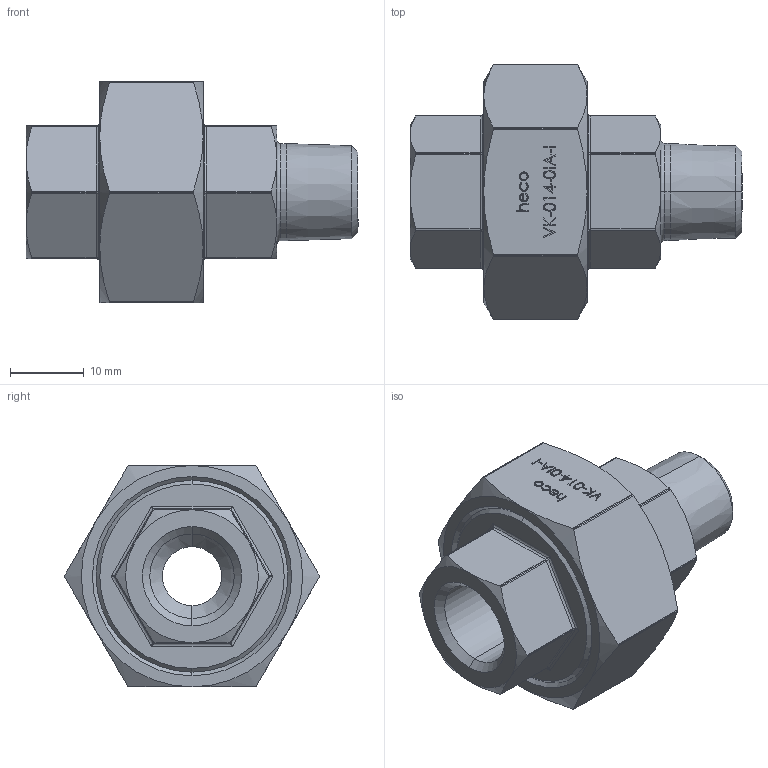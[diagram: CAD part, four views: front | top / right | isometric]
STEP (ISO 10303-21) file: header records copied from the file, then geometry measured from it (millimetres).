
FILE_DESCRIPTION (( 'STEP AP214' ), '1' );
FILE_NAME ('heco_VK-014-0IA-I.STEP', '2016-09-21T14:54:08', ( '' ), ( '' ), 'SwSTEP 2.0', 'SolidWorks 2016', '' );
FILE_SCHEMA (( 'AUTOMOTIVE_DESIGN' ));
Length unit declared in the file: millimetre
Products named in the file (1): heco_VK-014-0IA-I
Bounding box: 45 x 34.55 x 30.05 mm (x, y, z)
Volume: 12955.7 mm3; surface area: 6162.1 mm2
Topology: 1 solids, 1 shells, 313 faces, 778 edges, 484 vertices
Faces by surface type: plane 130, cylinder 74, bspline 65, cone 40, torus 4
Entity records: 14193 total; most frequent: CARTESIAN_POINT 5873, ORIENTED_EDGE 1532, DIRECTION 1066, EDGE_CURVE 766, VERTEX_POINT 484, LINE 416, VECTOR 416, EDGE_LOOP 344
